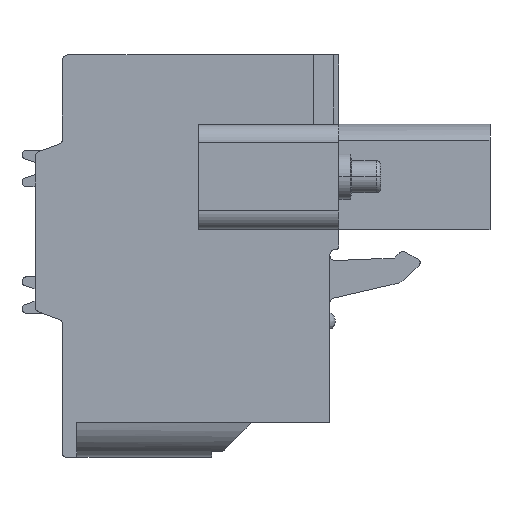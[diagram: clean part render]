
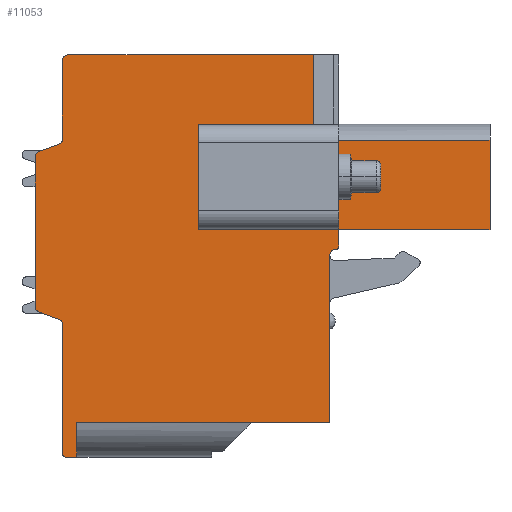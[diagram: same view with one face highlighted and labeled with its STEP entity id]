
A CAD part, front view. The second image highlights one B-rep face of the part: STEP entity #11053.
In plain terms, the highlighted planar face has unit normal (0, -1, 0).
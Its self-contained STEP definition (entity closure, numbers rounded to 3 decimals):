
#1310=DIRECTION('',(-1.,0.,0.));
#1311=VECTOR('',#1310,8.3);
#1312=CARTESIAN_POINT('',(12.481,-35.46,6.775));
#1313=LINE('',#1312,#1311);
#1314=DIRECTION('',(0.,0.,-1.));
#1315=VECTOR('',#1314,4.9);
#1316=CARTESIAN_POINT('',(12.481,-35.46,6.775));
#1317=LINE('',#1316,#1315);
#1318=DIRECTION('',(-1.,0.,0.));
#1319=VECTOR('',#1318,8.3);
#1320=CARTESIAN_POINT('',(12.481,-35.46,1.875));
#1321=LINE('',#1320,#1319);
#1322=DIRECTION('',(0.,0.,-1.));
#1323=VECTOR('',#1322,0.901);
#1324=CARTESIAN_POINT('',(4.181,-35.46,1.875));
#1325=LINE('',#1324,#1323);
#1326=CARTESIAN_POINT('',(3.981,-35.46,0.974));
#1327=DIRECTION('',(0.,1.,0.));
#1328=DIRECTION('',(1.,0.,0.));
#1329=AXIS2_PLACEMENT_3D('',#1326,#1327,#1328);
#1331=CARTESIAN_POINT('',(3.981,-35.46,0.474));
#1332=DIRECTION('',(0.,-1.,0.));
#1333=DIRECTION('',(0.,0.,1.));
#1334=AXIS2_PLACEMENT_3D('',#1331,#1332,#1333);
#1336=DIRECTION('',(-1.,0.,0.));
#1337=VECTOR('',#1336,13.9);
#1338=CARTESIAN_POINT('',(3.681,-35.46,-8.725));
#1339=LINE('',#1338,#1337);
#1340=DIRECTION('',(0.,0.,-1.));
#1341=VECTOR('',#1340,1.9);
#1342=CARTESIAN_POINT('',(-10.219,-35.46,-8.725));
#1343=LINE('',#1342,#1341);
#1344=DIRECTION('',(-1.,0.,0.));
#1345=VECTOR('',#1344,0.6);
#1346=CARTESIAN_POINT('',(-10.219,-35.46,-10.625));
#1347=LINE('',#1346,#1345);
#1348=CARTESIAN_POINT('',(-10.819,-35.46,-10.425));
#1349=DIRECTION('',(0.,1.,0.));
#1350=DIRECTION('',(0.,0.,-1.));
#1351=AXIS2_PLACEMENT_3D('',#1348,#1349,#1350);
#1353=DIRECTION('',(0.,0.,1.));
#1354=VECTOR('',#1353,7.095);
#1355=CARTESIAN_POINT('',(-11.019,-35.46,-10.425));
#1356=LINE('',#1355,#1354);
#1357=CARTESIAN_POINT('',(-11.319,-35.46,-3.33));
#1358=DIRECTION('',(0.,-1.,0.));
#1359=DIRECTION('',(1.,0.,0.));
#1360=AXIS2_PLACEMENT_3D('',#1357,#1358,#1359);
#1362=DIRECTION('',(-0.94,0.,0.342));
#1363=VECTOR('',#1362,1.176);
#1364=CARTESIAN_POINT('',(-11.216,-35.46,-3.048));
#1365=LINE('',#1364,#1363);
#1366=CARTESIAN_POINT('',(-12.219,-35.46,-2.364));
#1367=DIRECTION('',(0.,1.,0.));
#1368=DIRECTION('',(-0.342,0.,-0.94));
#1369=AXIS2_PLACEMENT_3D('',#1366,#1367,#1368);
#1371=DIRECTION('',(0.,0.,1.));
#1372=VECTOR('',#1371,8.238);
#1373=CARTESIAN_POINT('',(-12.519,-35.46,-2.364));
#1374=LINE('',#1373,#1372);
#1375=CARTESIAN_POINT('',(-12.219,-35.46,5.874));
#1376=DIRECTION('',(0.,1.,0.));
#1377=DIRECTION('',(-1.,0.,0.));
#1378=AXIS2_PLACEMENT_3D('',#1375,#1376,#1377);
#1380=DIRECTION('',(0.94,0.,0.342));
#1381=VECTOR('',#1380,1.176);
#1382=CARTESIAN_POINT('',(-12.321,-35.46,6.156));
#1383=LINE('',#1382,#1381);
#1384=CARTESIAN_POINT('',(-11.319,-35.46,6.84));
#1385=DIRECTION('',(0.,-1.,0.));
#1386=DIRECTION('',(0.342,0.,-0.94));
#1387=AXIS2_PLACEMENT_3D('',#1384,#1385,#1386);
#1389=DIRECTION('',(0.,0.,1.));
#1390=VECTOR('',#1389,4.335);
#1391=CARTESIAN_POINT('',(-11.019,-35.46,6.84));
#1392=LINE('',#1391,#1390);
#1393=CARTESIAN_POINT('',(-10.719,-35.46,11.175));
#1394=DIRECTION('',(0.,1.,0.));
#1395=DIRECTION('',(-1.,0.,0.));
#1396=AXIS2_PLACEMENT_3D('',#1393,#1394,#1395);
#1398=DIRECTION('',(1.,0.,0.));
#1399=VECTOR('',#1398,13.5);
#1400=CARTESIAN_POINT('',(-10.719,-35.46,11.475));
#1401=LINE('',#1400,#1399);
#1402=DIRECTION('',(0.,0.,-1.));
#1403=VECTOR('',#1402,3.825);
#1404=CARTESIAN_POINT('',(2.781,-35.46,11.475));
#1405=LINE('',#1404,#1403);
#1406=DIRECTION('',(1.,0.,0.));
#1407=VECTOR('',#1406,6.3);
#1408=CARTESIAN_POINT('',(-3.519,-35.46,7.65));
#1409=LINE('',#1408,#1407);
#1410=DIRECTION('',(0.,0.,1.));
#1411=VECTOR('',#1410,5.75);
#1412=CARTESIAN_POINT('',(-3.519,-35.46,1.9));
#1413=LINE('',#1412,#1411);
#1414=DIRECTION('',(-1.,0.,0.));
#1415=VECTOR('',#1414,6.3);
#1416=CARTESIAN_POINT('',(2.781,-35.46,1.9));
#1417=LINE('',#1416,#1415);
#1418=DIRECTION('',(-1.,0.,0.));
#1419=VECTOR('',#1418,1.4);
#1420=CARTESIAN_POINT('',(4.181,-35.46,1.9));
#1421=LINE('',#1420,#1419);
#1422=DIRECTION('',(0.,0.,-1.));
#1423=VECTOR('',#1422,4.875);
#1424=CARTESIAN_POINT('',(4.181,-35.46,6.775));
#1425=LINE('',#1424,#1423);
#1856=DIRECTION('',(0.,0.,1.));
#1857=VECTOR('',#1856,9.199);
#1858=CARTESIAN_POINT('',(3.681,-35.46,-8.725));
#1859=LINE('',#1858,#1857);
#7476=CARTESIAN_POINT('',(-12.519,-35.46,-2.364));
#7477=CARTESIAN_POINT('',(-12.519,-35.46,5.874));
#7478=VERTEX_POINT('',#7476);
#7479=VERTEX_POINT('',#7477);
#7480=CARTESIAN_POINT('',(-12.321,-35.46,6.156));
#7481=VERTEX_POINT('',#7480);
#7482=CARTESIAN_POINT('',(-11.216,-35.46,6.558));
#7483=VERTEX_POINT('',#7482);
#7484=CARTESIAN_POINT('',(-11.019,-35.46,6.84));
#7485=VERTEX_POINT('',#7484);
#7486=CARTESIAN_POINT('',(-11.019,-35.46,11.175));
#7487=VERTEX_POINT('',#7486);
#7488=CARTESIAN_POINT('',(-10.719,-35.46,11.475));
#7489=VERTEX_POINT('',#7488);
#7490=CARTESIAN_POINT('',(3.681,-35.46,-8.725));
#7491=CARTESIAN_POINT('',(-10.219,-35.46,-8.725));
#7492=VERTEX_POINT('',#7490);
#7493=VERTEX_POINT('',#7491);
#7494=CARTESIAN_POINT('',(-10.219,-35.46,-10.625));
#7495=VERTEX_POINT('',#7494);
#7496=CARTESIAN_POINT('',(-10.819,-35.46,-10.625));
#7497=VERTEX_POINT('',#7496);
#7498=CARTESIAN_POINT('',(-11.019,-35.46,-10.425));
#7499=VERTEX_POINT('',#7498);
#7500=CARTESIAN_POINT('',(-11.019,-35.46,-3.33));
#7501=VERTEX_POINT('',#7500);
#7502=CARTESIAN_POINT('',(-11.216,-35.46,-3.048));
#7503=VERTEX_POINT('',#7502);
#7504=CARTESIAN_POINT('',(-12.321,-35.46,-2.646));
#7505=VERTEX_POINT('',#7504);
#7516=CARTESIAN_POINT('',(4.181,-35.46,0.974));
#7517=CARTESIAN_POINT('',(3.981,-35.46,0.774));
#7518=VERTEX_POINT('',#7516);
#7519=VERTEX_POINT('',#7517);
#7520=CARTESIAN_POINT('',(4.181,-35.46,1.875));
#7521=VERTEX_POINT('',#7520);
#7522=CARTESIAN_POINT('',(3.681,-35.46,0.474));
#7523=VERTEX_POINT('',#7522);
#7524=CARTESIAN_POINT('',(12.481,-35.46,1.875));
#7525=VERTEX_POINT('',#7524);
#8630=CARTESIAN_POINT('',(12.481,-35.46,6.775));
#8632=VERTEX_POINT('',#8630);
#9454=CARTESIAN_POINT('',(-3.519,-35.46,1.9));
#9455=CARTESIAN_POINT('',(-3.519,-35.46,7.65));
#9456=VERTEX_POINT('',#9454);
#9457=VERTEX_POINT('',#9455);
#9468=CARTESIAN_POINT('',(2.781,-35.46,1.9));
#9469=CARTESIAN_POINT('',(2.781,-35.46,7.65));
#9470=VERTEX_POINT('',#9468);
#9471=VERTEX_POINT('',#9469);
#9614=CARTESIAN_POINT('',(2.781,-35.46,11.475));
#9615=VERTEX_POINT('',#9614);
#9617=CARTESIAN_POINT('',(4.181,-35.46,6.775));
#9619=VERTEX_POINT('',#9617);
#9622=CARTESIAN_POINT('',(4.181,-35.46,1.9));
#9623=VERTEX_POINT('',#9622);
#10995=CARTESIAN_POINT('',(0.,-35.46,0.));
#10996=DIRECTION('',(0.,1.,0.));
#10997=DIRECTION('',(1.,0.,0.));
#10998=AXIS2_PLACEMENT_3D('',#10995,#10996,#10997);
#10999=PLANE('',#10998);
#11001=ORIENTED_EDGE('',*,*,#11000,.F.);
#11002=ORIENTED_EDGE('',*,*,#9906,.T.);
#11004=ORIENTED_EDGE('',*,*,#11003,.T.);
#11006=ORIENTED_EDGE('',*,*,#11005,.T.);
#11008=ORIENTED_EDGE('',*,*,#11007,.T.);
#11010=ORIENTED_EDGE('',*,*,#11009,.T.);
#11012=ORIENTED_EDGE('',*,*,#11011,.F.);
#11014=ORIENTED_EDGE('',*,*,#11013,.T.);
#11016=ORIENTED_EDGE('',*,*,#11015,.T.);
#11018=ORIENTED_EDGE('',*,*,#11017,.T.);
#11020=ORIENTED_EDGE('',*,*,#11019,.T.);
#11022=ORIENTED_EDGE('',*,*,#11021,.T.);
#11024=ORIENTED_EDGE('',*,*,#11023,.T.);
#11026=ORIENTED_EDGE('',*,*,#11025,.T.);
#11028=ORIENTED_EDGE('',*,*,#11027,.T.);
#11030=ORIENTED_EDGE('',*,*,#11029,.T.);
#11032=ORIENTED_EDGE('',*,*,#11031,.T.);
#11034=ORIENTED_EDGE('',*,*,#11033,.T.);
#11036=ORIENTED_EDGE('',*,*,#11035,.T.);
#11038=ORIENTED_EDGE('',*,*,#11037,.T.);
#11040=ORIENTED_EDGE('',*,*,#11039,.T.);
#11041=ORIENTED_EDGE('',*,*,#10961,.T.);
#11042=ORIENTED_EDGE('',*,*,#10455,.T.);
#11044=ORIENTED_EDGE('',*,*,#11043,.F.);
#11046=ORIENTED_EDGE('',*,*,#11045,.F.);
#11048=ORIENTED_EDGE('',*,*,#11047,.F.);
#11049=ORIENTED_EDGE('',*,*,#10443,.F.);
#11050=ORIENTED_EDGE('',*,*,#10426,.F.);
#11051=EDGE_LOOP('',(#11001,#11002,#11004,#11006,#11008,#11010,#11012,#11014,
#11016,#11018,#11020,#11022,#11024,#11026,#11028,#11030,#11032,#11034,#11036,
#11038,#11040,#11041,#11042,#11044,#11046,#11048,#11049,#11050));
#11052=FACE_OUTER_BOUND('',#11051,.F.);
#11053=ADVANCED_FACE('',(#11052),#10999,.F.);
#1330=CIRCLE('',#1329,0.2);
#1335=CIRCLE('',#1334,0.3);
#1352=CIRCLE('',#1351,0.2);
#1361=CIRCLE('',#1360,0.3);
#1370=CIRCLE('',#1369,0.3);
#1379=CIRCLE('',#1378,0.3);
#1388=CIRCLE('',#1387,0.3);
#1397=CIRCLE('',#1396,0.3);
#9906=EDGE_CURVE('',#8632,#7525,#1317,.T.);
#10426=EDGE_CURVE('',#9619,#9623,#1425,.T.);
#10443=EDGE_CURVE('',#9623,#9470,#1421,.T.);
#10455=EDGE_CURVE('',#9615,#9471,#1405,.T.);
#10961=EDGE_CURVE('',#7489,#9615,#1401,.T.);
#11000=EDGE_CURVE('',#8632,#9619,#1313,.T.);
#11003=EDGE_CURVE('',#7525,#7521,#1321,.T.);
#11005=EDGE_CURVE('',#7521,#7518,#1325,.T.);
#11007=EDGE_CURVE('',#7518,#7519,#1330,.T.);
#11009=EDGE_CURVE('',#7519,#7523,#1335,.T.);
#11011=EDGE_CURVE('',#7492,#7523,#1859,.T.);
#11013=EDGE_CURVE('',#7492,#7493,#1339,.T.);
#11015=EDGE_CURVE('',#7493,#7495,#1343,.T.);
#11017=EDGE_CURVE('',#7495,#7497,#1347,.T.);
#11019=EDGE_CURVE('',#7497,#7499,#1352,.T.);
#11021=EDGE_CURVE('',#7499,#7501,#1356,.T.);
#11023=EDGE_CURVE('',#7501,#7503,#1361,.T.);
#11025=EDGE_CURVE('',#7503,#7505,#1365,.T.);
#11027=EDGE_CURVE('',#7505,#7478,#1370,.T.);
#11029=EDGE_CURVE('',#7478,#7479,#1374,.T.);
#11031=EDGE_CURVE('',#7479,#7481,#1379,.T.);
#11033=EDGE_CURVE('',#7481,#7483,#1383,.T.);
#11035=EDGE_CURVE('',#7483,#7485,#1388,.T.);
#11037=EDGE_CURVE('',#7485,#7487,#1392,.T.);
#11039=EDGE_CURVE('',#7487,#7489,#1397,.T.);
#11043=EDGE_CURVE('',#9457,#9471,#1409,.T.);
#11045=EDGE_CURVE('',#9456,#9457,#1413,.T.);
#11047=EDGE_CURVE('',#9470,#9456,#1417,.T.);
